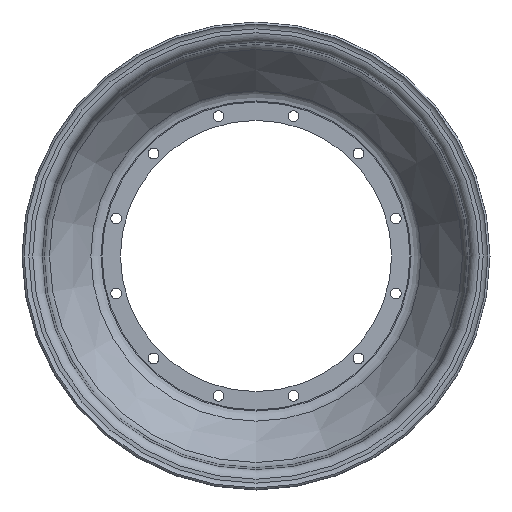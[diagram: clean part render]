
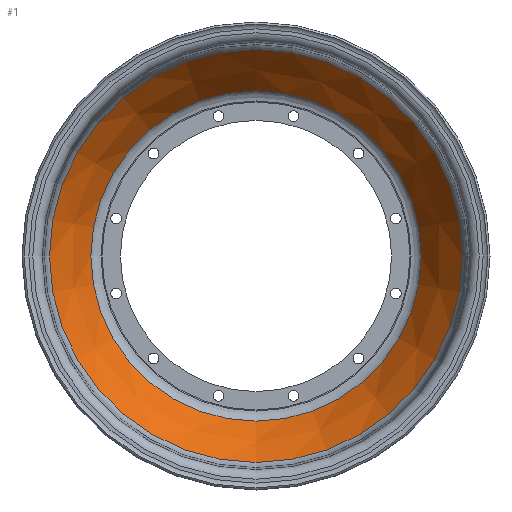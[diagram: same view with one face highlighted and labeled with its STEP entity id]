
A CAD part, front view. The second image highlights one B-rep face of the part: STEP entity #1.
In plain terms, the highlighted conical face has half-angle 33.783 degrees and reference radius 122.246 mm.
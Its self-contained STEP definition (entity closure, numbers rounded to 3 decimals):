
#1 = ADVANCED_FACE ( 'NONE', ( #546, #147 ), #115, .T. ) ;
#46 = AXIS2_PLACEMENT_3D ( 'NONE', #150, #492, #338 ) ;
#50 = CIRCLE ( 'NONE', #267, 122.246 ) ;
#115 = CONICAL_SURFACE ( 'NONE', #185, 122.246, 0.59 ) ;
#147 = FACE_OUTER_BOUND ( 'NONE', #369, .T. ) ;
#150 = CARTESIAN_POINT ( 'NONE',  ( 0., -16.571, 0. ) ) ;
#185 = AXIS2_PLACEMENT_3D ( 'NONE', #189, #467, #415 ) ;
#189 = CARTESIAN_POINT ( 'NONE',  ( 0., -53.137, 0. ) ) ;
#236 = ORIENTED_EDGE ( 'NONE', *, *, #613, .T. ) ;
#267 = AXIS2_PLACEMENT_3D ( 'NONE', #268, #327, #540 ) ;
#268 = CARTESIAN_POINT ( 'NONE',  ( 0., -53.137, 0. ) ) ;
#283 = EDGE_CURVE ( 'NONE', #522, #522, #50, .T. ) ;
#327 = DIRECTION ( 'NONE',  ( 0., -1., 0. ) ) ;
#338 = DIRECTION ( 'NONE',  ( 0., 0., -1. ) ) ;
#369 = EDGE_LOOP ( 'NONE', ( #444 ) ) ;
#415 = DIRECTION ( 'NONE',  ( 0., 0., -1. ) ) ;
#421 = CARTESIAN_POINT ( 'NONE',  ( 0., -53.137, -122.246 ) ) ;
#444 = ORIENTED_EDGE ( 'NONE', *, *, #283, .F. ) ;
#467 = DIRECTION ( 'NONE',  ( 0., -1., 0. ) ) ;
#492 = DIRECTION ( 'NONE',  ( 0., -1., 0. ) ) ;
#522 = VERTEX_POINT ( 'NONE', #421 ) ;
#540 = DIRECTION ( 'NONE',  ( 0., 0., -1. ) ) ;
#546 = FACE_BOUND ( 'NONE', #683, .T. ) ;
#613 = EDGE_CURVE ( 'NONE', #663, #663, #725, .T. ) ;
#630 = CARTESIAN_POINT ( 'NONE',  ( 0., -16.571, -97.783 ) ) ;
#663 = VERTEX_POINT ( 'NONE', #630 ) ;
#683 = EDGE_LOOP ( 'NONE', ( #236 ) ) ;
#725 = CIRCLE ( 'NONE', #46, 97.783 ) ;
